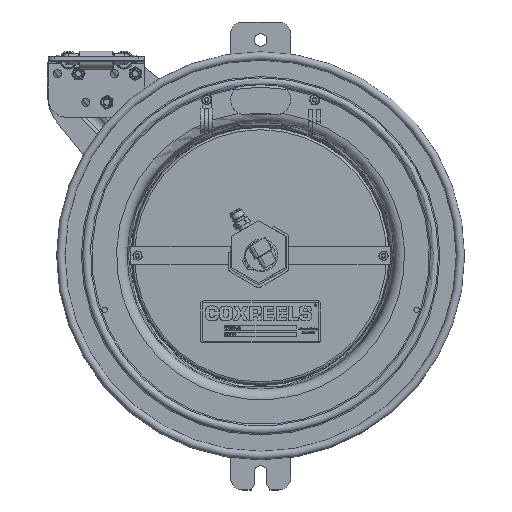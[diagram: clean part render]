
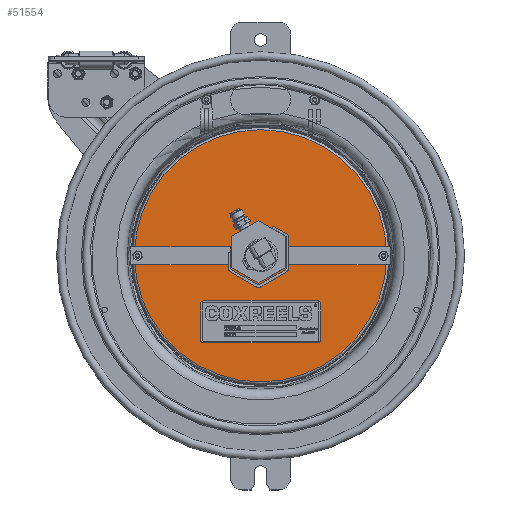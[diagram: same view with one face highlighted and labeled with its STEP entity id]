
A CAD part, top view. The second image highlights one B-rep face of the part: STEP entity #51554.
In plain terms, the highlighted planar face has unit normal (0, 0, 1).
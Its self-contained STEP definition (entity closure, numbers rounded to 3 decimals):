
#2391=FACE_BOUND('',#7458,.T.);
#2392=FACE_BOUND('',#7459,.T.);
#2393=FACE_BOUND('',#7460,.T.);
#3625=PLANE('',#54373);
#5265=FACE_OUTER_BOUND('',#7457,.T.);
#7457=EDGE_LOOP('',(#44094,#44095));
#7458=EDGE_LOOP('',(#44096));
#7459=EDGE_LOOP('',(#44097));
#7460=EDGE_LOOP('',(#44098));
#19004=CIRCLE('',#54368,5.255);
#19005=CIRCLE('',#54369,5.255);
#19009=CIRCLE('',#54374,0.1);
#19010=CIRCLE('',#54375,0.1);
#19011=CIRCLE('',#54376,0.65);
#24779=VERTEX_POINT('',#90472);
#24780=VERTEX_POINT('',#90473);
#24783=VERTEX_POINT('',#90482);
#24784=VERTEX_POINT('',#90484);
#24785=VERTEX_POINT('',#90486);
#32819=EDGE_CURVE('',#24779,#24780,#19004,.T.);
#32820=EDGE_CURVE('',#24780,#24779,#19005,.T.);
#32824=EDGE_CURVE('',#24783,#24783,#19009,.T.);
#32825=EDGE_CURVE('',#24784,#24784,#19010,.T.);
#32826=EDGE_CURVE('',#24785,#24785,#19011,.T.);
#44094=ORIENTED_EDGE('',*,*,#32819,.T.);
#44095=ORIENTED_EDGE('',*,*,#32820,.T.);
#44096=ORIENTED_EDGE('',*,*,#32824,.T.);
#44097=ORIENTED_EDGE('',*,*,#32825,.T.);
#44098=ORIENTED_EDGE('',*,*,#32826,.T.);
#51554=ADVANCED_FACE('',(#5265,#2391,#2392,#2393),#3625,.T.);
#54368=AXIS2_PLACEMENT_3D('',#90474,#63375,#63376);
#54369=AXIS2_PLACEMENT_3D('',#90475,#63377,#63378);
#54373=AXIS2_PLACEMENT_3D('',#90481,#63385,#63386);
#54374=AXIS2_PLACEMENT_3D('',#90483,#63387,#63388);
#54375=AXIS2_PLACEMENT_3D('',#90485,#63389,#63390);
#54376=AXIS2_PLACEMENT_3D('',#90487,#63391,#63392);
#63375=DIRECTION('center_axis',(0.,0.,
1.));
#63376=DIRECTION('ref_axis',(0.,1.,0.));
#63377=DIRECTION('center_axis',(0.,0.,
1.));
#63378=DIRECTION('ref_axis',(0.,1.,0.));
#63385=DIRECTION('center_axis',(0.,0.,
1.));
#63386=DIRECTION('ref_axis',(1.,0.,0.));
#63387=DIRECTION('center_axis',(0.,0.,
-1.));
#63388=DIRECTION('ref_axis',(0.,1.,0.));
#63389=DIRECTION('center_axis',(0.,0.,
-1.));
#63390=DIRECTION('ref_axis',(0.,1.,0.));
#63391=DIRECTION('center_axis',(0.,0.,
-1.));
#63392=DIRECTION('ref_axis',(0.,-1.,0.));
#90472=CARTESIAN_POINT('',(0.,5.255,3.129));
#90473=CARTESIAN_POINT('',(-5.255,0.,3.129));
#90474=CARTESIAN_POINT('Origin',(0.,0.,
3.129));
#90475=CARTESIAN_POINT('Origin',(0.,0.,
3.129));
#90481=CARTESIAN_POINT('Origin',(0.,2.628,
3.129));
#90482=CARTESIAN_POINT('',(5.125,0.1,3.129));
#90483=CARTESIAN_POINT('Origin',(5.125,0.,
3.129));
#90484=CARTESIAN_POINT('',(-5.125,0.1,3.129));
#90485=CARTESIAN_POINT('Origin',(-5.125,0.,
3.129));
#90486=CARTESIAN_POINT('',(0.,0.65,3.129));
#90487=CARTESIAN_POINT('Origin',(0.,0.,
3.129));
